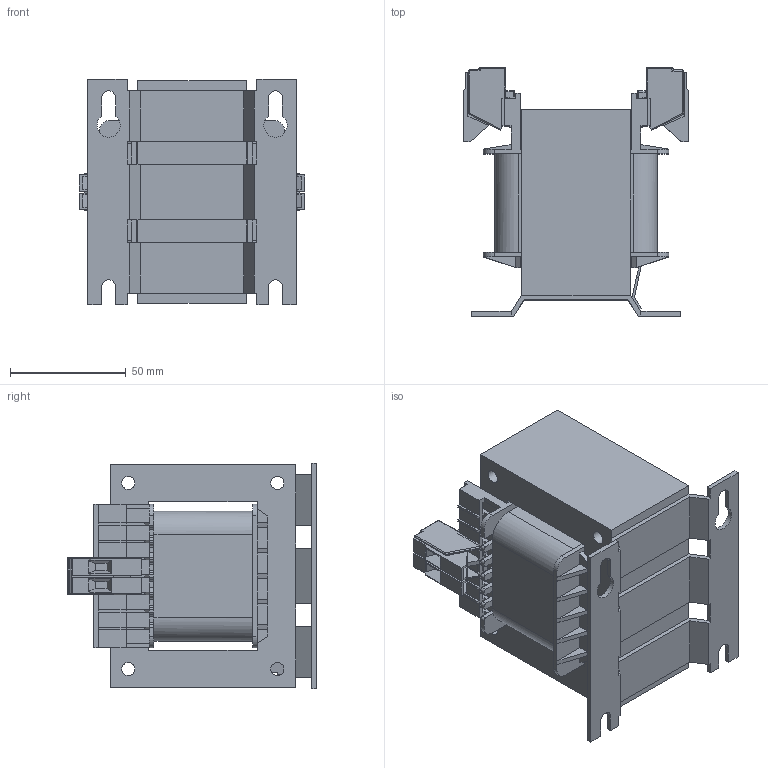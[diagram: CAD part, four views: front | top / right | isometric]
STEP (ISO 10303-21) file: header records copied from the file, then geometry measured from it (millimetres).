
FILE_DESCRIPTION(/* description */ (''),/* implementation_level */ '2;1');
FILE_NAME(/* name */ 'Transformer 160VA_2.stp',/* time_stamp */ '2023-10-06T17:31:09+03:00',/* author */ ('Василий'),/* organization */ (''),/* preprocessor_version */ 'ST-DEVELOPER v18.1',/* originating_system */ 'Autodesk Inventor 2021',/* authorisation */ '');
FILE_SCHEMA (('AUTOMOTIVE_DESIGN { 1 0 10303 214 3 1 1 }'));
Length unit declared in the file: millimetre
Products named in the file (1): Transformer 160VA_2
Bounding box: 97.21 x 107.3 x 97.3 mm (x, y, z)
Volume: 426066.6 mm3; surface area: 106105.7 mm2
Topology: 2 solids, 2 shells, 945 faces, 2685 edges, 1715 vertices
Faces by surface type: plane 763, cylinder 158, sphere 16, torus 8
Full cylindrical faces by diameter (mm): 1 x1, 3 x4, 5 x4, 5.7 x4
Entity records: 31300 total; most frequent: CARTESIAN_POINT 5386, ORIENTED_EDGE 5370, DIRECTION 4887, EDGE_CURVE 2685, LINE 2359, VECTOR 2359, VERTEX_POINT 1715, AXIS2_PLACEMENT_3D 1264
